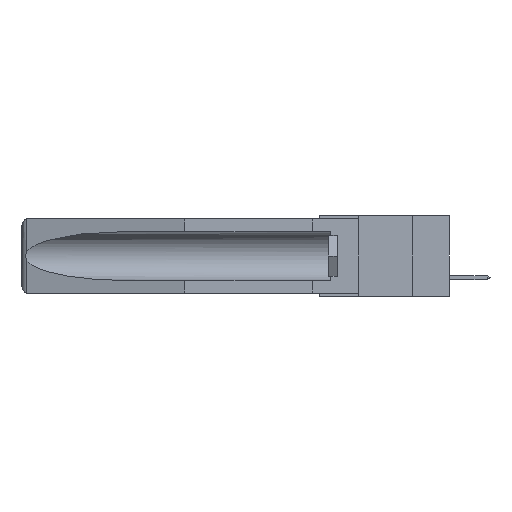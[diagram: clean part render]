
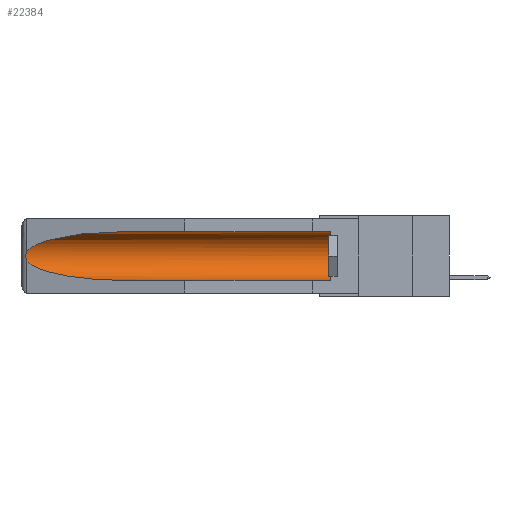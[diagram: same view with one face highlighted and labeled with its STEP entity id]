
A CAD part, left-side view. The second image highlights one B-rep face of the part: STEP entity #22384.
In plain terms, the highlighted cylindrical face has radius 2.857 mm (diameter 5.715 mm), a partial arc.
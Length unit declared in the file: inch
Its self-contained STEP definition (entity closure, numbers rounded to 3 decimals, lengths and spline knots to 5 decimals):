
#791 = CARTESIAN_POINT ( 'NONE',  ( 0.26597, 1.5296, -0.19026 ) ) ;
#1895 = CARTESIAN_POINT ( 'NONE',  ( 0.155, 1.07973, -0.284 ) ) ;
#3760 = CARTESIAN_POINT ( 'NONE',  ( 0.155, 0.126, -0.059 ) ) ;
#4162 = CARTESIAN_POINT ( 'NONE',  ( 0.26537, 1.52718, -0.14972 ) ) ;
#4426 = ORIENTED_EDGE ( 'NONE', *, *, #20762, .T. ) ;
#4604 = CARTESIAN_POINT ( 'NONE',  ( 0.26537, 1.52718, -0.19328 ) ) ;
#4620 = EDGE_CURVE ( 'NONE', #24937, #10185, #25153, .T. ) ;
#4950 = ORIENTED_EDGE ( 'NONE', *, *, #4620, .T. ) ;
#5026 = LINE ( 'NONE', #24132, #20342 ) ;
#5180 = CARTESIAN_POINT ( 'NONE',  ( 0.26597, 1.52961, -0.15275 ) ) ;
#6923 = CARTESIAN_POINT ( 'NONE',  ( 0.2673, 1.5327, -0.16383 ) ) ;
#7234 = CARTESIAN_POINT ( 'NONE',  ( 0.155, 0.126, -0.284 ) ) ;
#7391 = ORIENTED_EDGE ( 'NONE', *, *, #23839, .T. ) ;
#7453 = VERTEX_POINT ( 'NONE', #7234 ) ;
#8271 = CARTESIAN_POINT ( 'NONE',  ( 0.155, 1.07973, -0.059 ) ) ;
#8947 = CARTESIAN_POINT ( 'NONE',  ( 0.2675, 1.53308, -0.16763 ) ) ;
#9110 = CIRCLE ( 'NONE', #10964, 0.1125 ) ;
#10075 =( BOUNDED_CURVE ( )  B_SPLINE_CURVE ( 3, ( #8271, #24015, #21996, #4162 ),
 .UNSPECIFIED., .F., .F. ) 
 B_SPLINE_CURVE_WITH_KNOTS ( ( 4, 4 ),
 ( 4.71239, 6.08839 ),
 .UNSPECIFIED. ) 
 CURVE ( )  GEOMETRIC_REPRESENTATION_ITEM ( )  RATIONAL_B_SPLINE_CURVE ( ( 1., 0.848, 0.848, 1. ) ) 
 REPRESENTATION_ITEM ( '' )  );
#10185 = VERTEX_POINT ( 'NONE', #18483 ) ;
#10458 = DIRECTION ( 'NONE',  ( 0., 1., 0. ) ) ;
#10964 = AXIS2_PLACEMENT_3D ( 'NONE', #17093, #17266, #15002 ) ;
#11562 = CARTESIAN_POINT ( 'NONE',  ( 0.26537, 1.52718, -0.14972 ) ) ;
#12391 = CARTESIAN_POINT ( 'NONE',  ( 0.155, -0.30754, -0.059 ) ) ;
#12800 = VERTEX_POINT ( 'NONE', #3760 ) ;
#13341 = EDGE_LOOP ( 'NONE', ( #7391, #4950, #17145, #24893, #4426, #20113 ) ) ;
#13420 = VERTEX_POINT ( 'NONE', #20330 ) ;
#13437 = EDGE_CURVE ( 'NONE', #12800, #13420, #14826, .T. ) ;
#13475 = EDGE_CURVE ( 'NONE', #10185, #23676, #13617, .T. ) ;
#13617 =( BOUNDED_CURVE ( )  B_SPLINE_CURVE ( 3, ( #4604, #22606, #20759, #24879 ),
 .UNSPECIFIED., .F., .F. ) 
 B_SPLINE_CURVE_WITH_KNOTS ( ( 4, 4 ),
 ( 0.1948, 1.5708 ),
 .UNSPECIFIED. ) 
 CURVE ( )  GEOMETRIC_REPRESENTATION_ITEM ( )  RATIONAL_B_SPLINE_CURVE ( ( 1., 0.848, 0.848, 1. ) ) 
 REPRESENTATION_ITEM ( '' )  );
#14141 = VECTOR ( 'NONE', #10458, 39.37008 ) ;
#14826 = LINE ( 'NONE', #12391, #14141 ) ;
#15002 = DIRECTION ( 'NONE',  ( 0., 0., 1. ) ) ;
#15046 = EDGE_CURVE ( 'NONE', #7453, #23676, #5026, .T. ) ;
#15066 = CARTESIAN_POINT ( 'NONE',  ( 0.26537, 1.52718, -0.19328 ) ) ;
#16209 = CYLINDRICAL_SURFACE ( 'NONE', #24530, 0.1125 ) ;
#17093 = CARTESIAN_POINT ( 'NONE',  ( 0.155, 0.126, -0.1715 ) ) ;
#17145 = ORIENTED_EDGE ( 'NONE', *, *, #13475, .T. ) ;
#17266 = DIRECTION ( 'NONE',  ( 0., -1., 0. ) ) ;
#17802 = DIRECTION ( 'NONE',  ( 0., 0., 1. ) ) ;
#18483 = CARTESIAN_POINT ( 'NONE',  ( 0.26537, 1.52718, -0.19328 ) ) ;
#18992 = CARTESIAN_POINT ( 'NONE',  ( 0.26537, 1.52718, -0.14972 ) ) ;
#20113 = ORIENTED_EDGE ( 'NONE', *, *, #13437, .T. ) ;
#20330 = CARTESIAN_POINT ( 'NONE',  ( 0.155, 1.07973, -0.059 ) ) ;
#20342 = VECTOR ( 'NONE', #23878, 39.37008 ) ;
#20736 = CARTESIAN_POINT ( 'NONE',  ( 0.2675, 1.53308, -0.17534 ) ) ;
#20759 = CARTESIAN_POINT ( 'NONE',  ( 0.21114, 1.30732, -0.284 ) ) ;
#20762 = EDGE_CURVE ( 'NONE', #7453, #12800, #9110, .T. ) ;
#20825 = CARTESIAN_POINT ( 'NONE',  ( 0.26655, 1.53094, -0.18657 ) ) ;
#20996 = CARTESIAN_POINT ( 'NONE',  ( 0.26654, 1.53092, -0.15636 ) ) ;
#21183 = FACE_OUTER_BOUND ( 'NONE', #13341, .T. ) ;
#21996 = CARTESIAN_POINT ( 'NONE',  ( 0.25451, 1.48313, -0.09465 ) ) ;
#22384 = ADVANCED_FACE ( 'NONE', ( #21183 ), #16209, .F. ) ;
#22606 = CARTESIAN_POINT ( 'NONE',  ( 0.25451, 1.48313, -0.24835 ) ) ;
#22937 = CARTESIAN_POINT ( 'NONE',  ( 0.2673, 1.53269, -0.17917 ) ) ;
#23660 = DIRECTION ( 'NONE',  ( 0., 1., 0. ) ) ;
#23676 = VERTEX_POINT ( 'NONE', #1895 ) ;
#23839 = EDGE_CURVE ( 'NONE', #13420, #24937, #10075, .T. ) ;
#23878 = DIRECTION ( 'NONE',  ( 0., 1., 0. ) ) ;
#24015 = CARTESIAN_POINT ( 'NONE',  ( 0.21114, 1.30732, -0.059 ) ) ;
#24132 = CARTESIAN_POINT ( 'NONE',  ( 0.155, -0.30754, -0.284 ) ) ;
#24530 = AXIS2_PLACEMENT_3D ( 'NONE', #25924, #23660, #17802 ) ;
#24879 = CARTESIAN_POINT ( 'NONE',  ( 0.155, 1.07973, -0.284 ) ) ;
#24893 = ORIENTED_EDGE ( 'NONE', *, *, #15046, .F. ) ;
#24937 = VERTEX_POINT ( 'NONE', #11562 ) ;
#25153 = B_SPLINE_CURVE_WITH_KNOTS ( 'NONE', 3,
 ( #18992, #5180, #20996, #6923, #8947, #20736, #22937, #20825, #791, #15066 ),
 .UNSPECIFIED., .F., .F.,
 ( 4, 2, 2, 2, 4 ),
 ( 0., 0.00029, 0.00058, 0.00087, 0.00117 ),
 .UNSPECIFIED. ) ;
#25924 = CARTESIAN_POINT ( 'NONE',  ( 0.155, -0.30754, -0.1715 ) ) ;
